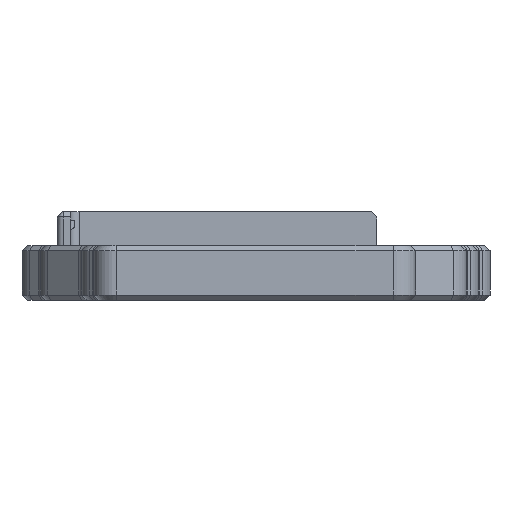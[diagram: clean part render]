
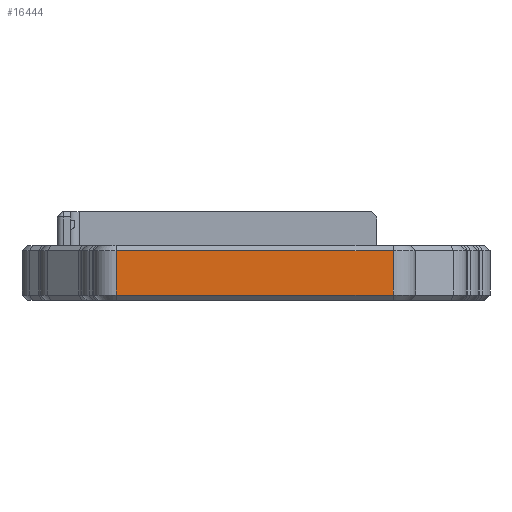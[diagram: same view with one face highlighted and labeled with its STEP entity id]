
A CAD part, left-side view. The second image highlights one B-rep face of the part: STEP entity #16444.
In plain terms, the highlighted planar face has unit normal (-1, 0, 0).
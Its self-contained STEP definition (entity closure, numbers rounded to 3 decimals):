
#300=PLANE('',#17540);
#864=FACE_OUTER_BOUND('',#1862,.T.);
#1862=EDGE_LOOP('',(#11472,#11473,#11474,#11475));
#2998=LINE('',#24918,#4656);
#3013=LINE('',#24958,#4671);
#3014=LINE('',#24962,#4672);
#3015=LINE('',#24963,#4673);
#4656=VECTOR('',#19647,10.);
#4671=VECTOR('',#19692,10.);
#4672=VECTOR('',#19697,10.);
#4673=VECTOR('',#19698,10.);
#7148=VERTEX_POINT('',#24909);
#7150=VERTEX_POINT('',#24917);
#7160=VERTEX_POINT('',#24957);
#7161=VERTEX_POINT('',#24961);
#8803=EDGE_CURVE('',#7148,#7150,#2998,.T.);
#8823=EDGE_CURVE('',#7150,#7160,#3013,.T.);
#8825=EDGE_CURVE('',#7148,#7161,#3014,.T.);
#8826=EDGE_CURVE('',#7160,#7161,#3015,.T.);
#11472=ORIENTED_EDGE('',*,*,#8803,.F.);
#11473=ORIENTED_EDGE('',*,*,#8825,.T.);
#11474=ORIENTED_EDGE('',*,*,#8826,.F.);
#11475=ORIENTED_EDGE('',*,*,#8823,.F.);
#16444=ADVANCED_FACE('',(#864),#300,.T.);
#17540=AXIS2_PLACEMENT_3D('',#24960,#19695,#19696);
#19647=DIRECTION('',(0.,1.,0.));
#19692=DIRECTION('',(0.,0.,1.));
#19695=DIRECTION('center_axis',(-1.,0.,0.));
#19696=DIRECTION('ref_axis',(0.,-1.,0.));
#19697=DIRECTION('',(0.,0.,1.));
#19698=DIRECTION('',(0.,-1.,0.));
#24909=CARTESIAN_POINT('',(-142.42,16.293,1.));
#24917=CARTESIAN_POINT('',(-142.42,69.493,1.));
#24918=CARTESIAN_POINT('',(-142.42,56.068,1.));
#24957=CARTESIAN_POINT('',(-142.42,69.493,9.5));
#24958=CARTESIAN_POINT('',(-142.42,69.493,0.));
#24960=CARTESIAN_POINT('Origin',(-142.42,69.493,0.));
#24961=CARTESIAN_POINT('',(-142.42,16.293,9.5));
#24962=CARTESIAN_POINT('',(-142.42,16.293,0.));
#24963=CARTESIAN_POINT('',(-142.42,56.068,9.5));
